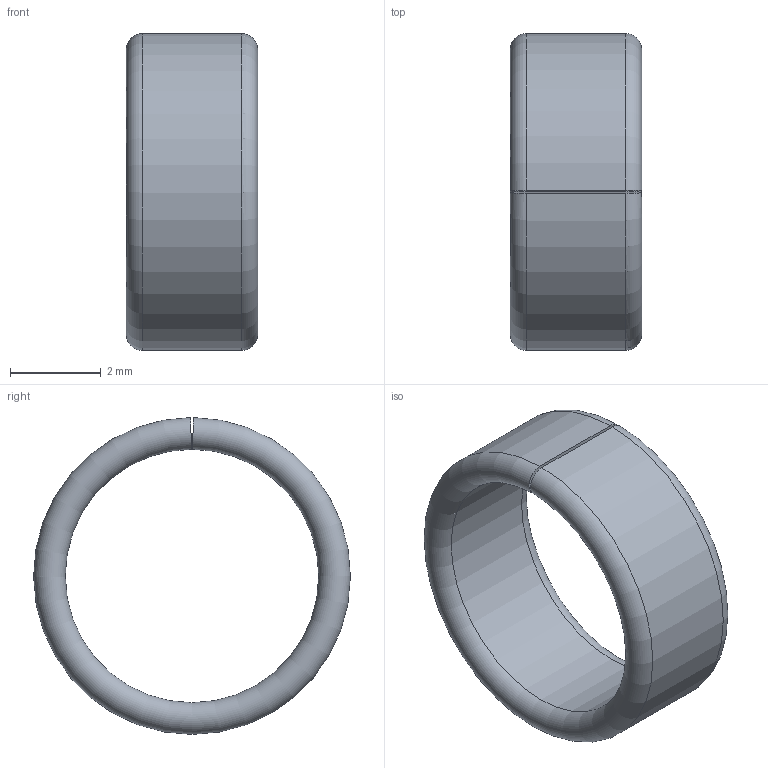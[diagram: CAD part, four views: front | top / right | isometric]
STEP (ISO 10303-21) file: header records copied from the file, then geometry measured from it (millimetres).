
FILE_DESCRIPTION(/* description */ ('STEP AP214'),/* implementation_level */ '2;1');
FILE_NAME(/* name */ '8146544_ZBH-7-B',/* time_stamp */ '2024-09-10T07:54:19+02:00',/* author */ ('License CC BY-ND 4.0'),/* organization */ ('CADENAS'),/* preprocessor_version */ 'ST-DEVELOPER v19.3',/* originating_system */ 'PARTsolutions',/* authorisation */ ' ');
FILE_SCHEMA (('AUTOMOTIVE_DESIGN {1 0 10303 214 3 1 1}'));
Length unit declared in the file: millimetre
Products named in the file (1): 8146544 ZBH-7-B
Bounding box: 2.9 x 7 x 7 mm (x, y, z)
Volume: 38 mm3; surface area: 134.2 mm2
Topology: 1 solids, 1 shells, 6 faces, 12 edges, 8 vertices
Faces by surface type: cylinder 2, torus 2, plane 2
Entity records: 198 total; most frequent: CARTESIAN_POINT 43, DIRECTION 26, ORIENTED_EDGE 24, EDGE_CURVE 12, AXIS2_PLACEMENT_3D 11, VERTEX_POINT 8, EDGE_LOOP 6, FACE_BOUND 6
